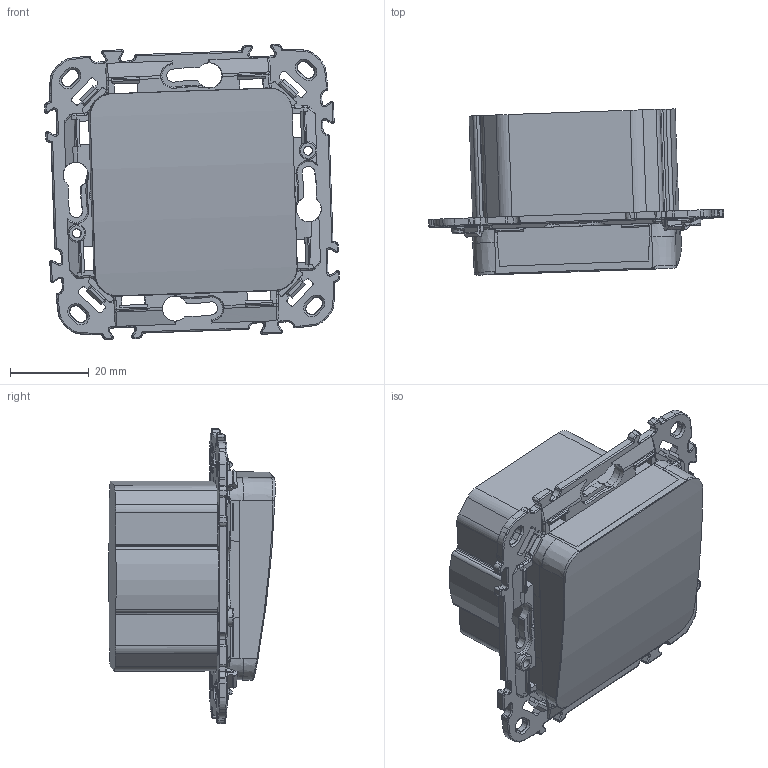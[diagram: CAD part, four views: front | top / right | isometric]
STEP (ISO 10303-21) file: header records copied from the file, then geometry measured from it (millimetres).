
FILE_DESCRIPTION (( 'STEP AP214' ), '1' );
FILE_NAME ('s86_nl_asm.STEP', '2025-03-25T07:27:26', ( '' ), ( '' ), 'SwSTEP 2.0', 'SolidWorks 2022', '' );
FILE_SCHEMA (( 'AUTOMOTIVE_DESIGN' ));
Length unit declared in the file: millimetre
Products named in the file (1): s86_nl_asm
Bounding box: 75.11 x 42.32 x 75.16 mm (x, y, z)
Volume: 88331.8 mm3; surface area: 23544.5 mm2
Topology: 2 solids, 2 shells, 1452 faces, 4015 edges, 2551 vertices
Faces by surface type: plane 862, cone 238, cylinder 215, torus 95, bspline 42
Entity records: 63753 total; most frequent: CARTESIAN_POINT 11611, ORIENTED_EDGE 7994, DIRECTION 7327, EDGE_CURVE 3997, LINE 2813, VECTOR 2813, VERTEX_POINT 2551, AXIS2_PLACEMENT_3D 2257
